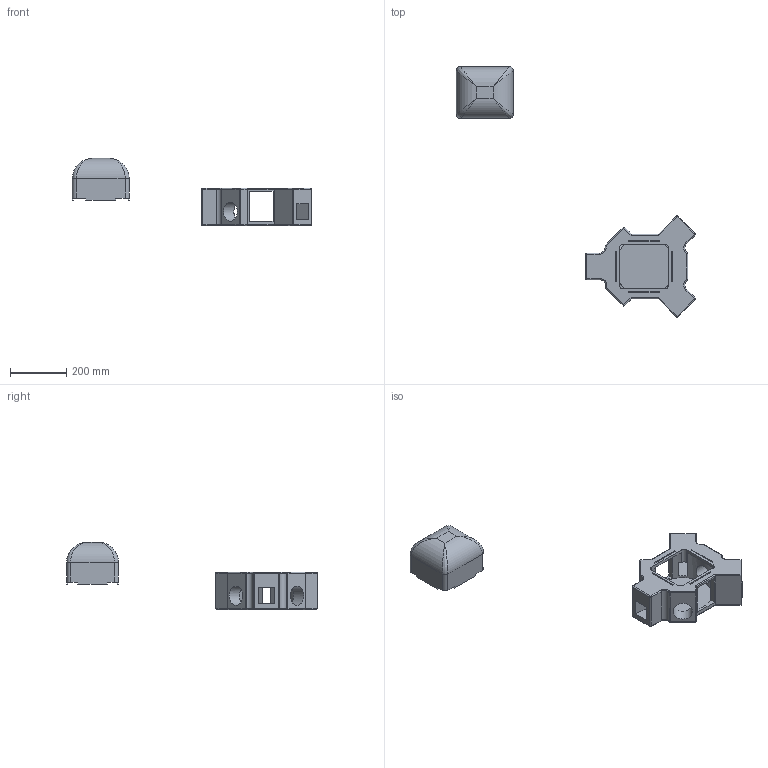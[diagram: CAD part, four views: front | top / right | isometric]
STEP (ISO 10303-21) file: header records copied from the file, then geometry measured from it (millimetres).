
FILE_DESCRIPTION(/* description */ (''),/* implementation_level */ '2;1');
FILE_NAME(/* name */ 'holder.step',/* time_stamp */ '2024-06-10T15:45:08+09:00',/* author */ (''),/* organization */ (''),/* preprocessor_version */ 'ST-DEVELOPER v20',/* originating_system */ 'Autodesk Translation Framework v12.20.1.177',/* authorisation */ '');
FILE_SCHEMA (('AUTOMOTIVE_DESIGN { 1 0 10303 214 3 1 1 }'));
Length unit declared in the file: millimetre
Products named in the file (2): 풍동실험장치 holder_stp.prt; Component1
Assembly tree (1 placements, depth 2):
  풍동실험장치 holder_stp.prt
    Component1
Bounding box: 849 x 889.39 x 238.23 mm (x, y, z)
Volume: 5674569.4 mm3; surface area: 718527.9 mm2
Topology: 2 solids, 2 shells, 210 faces, 539 edges, 301 vertices
Faces by surface type: plane 97, cylinder 73, sphere 24, bspline 8, torus 8
Full cylindrical faces by diameter (mm): 18.204 x1, 68.389 x3, 212.767 x1
Entity records: 6598 total; most frequent: CARTESIAN_POINT 1572, DIRECTION 1076, ORIENTED_EDGE 1014, EDGE_CURVE 507, AXIS2_PLACEMENT_3D 373, LINE 330, VECTOR 330, VERTEX_POINT 301
